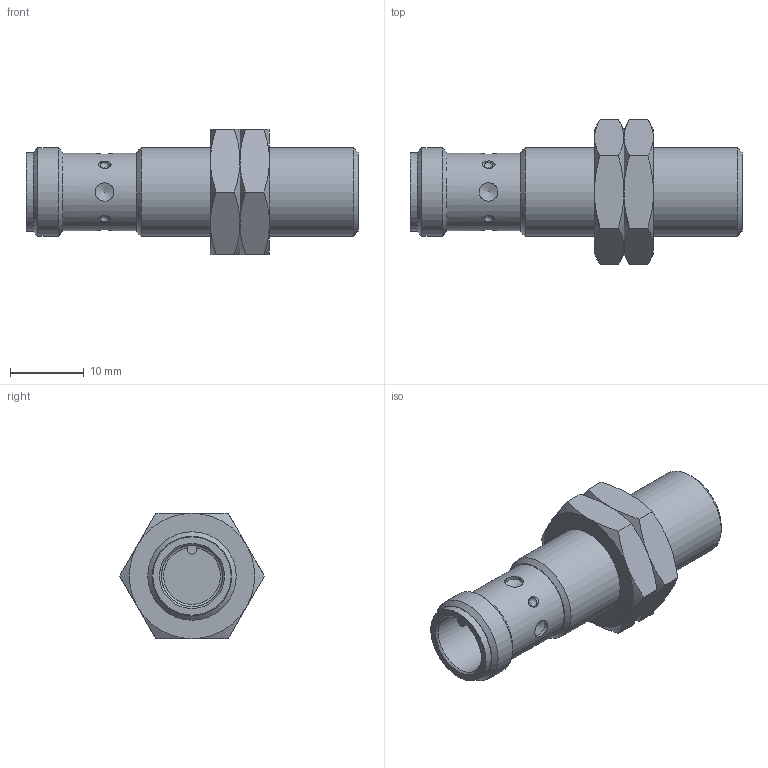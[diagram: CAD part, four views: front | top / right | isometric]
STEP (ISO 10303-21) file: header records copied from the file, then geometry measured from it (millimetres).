
FILE_DESCRIPTION( ( 'STEP AP203' ), '1' );
FILE_NAME( 'IFS244_2_03.stp', ' ', ( ' ' ), ( ' ' ), 'PSStep 15.0.47', 'PARTsolutions', ' ' );
FILE_SCHEMA( ( 'CONFIG_CONTROL_DESIGN' ) );
Length unit declared in the file: millimetre
Products named in the file (3): IFS244; _IFS244_part1; _SW17-L4-M12x1
Assembly tree (3 placements, depth 2):
  IFS244
    _IFS244_part1
    _SW17-L4-M12x1  x2
Bounding box: 45 x 19.63 x 17 mm (x, y, z)
Volume: 5504.6 mm3; surface area: 3445.9 mm2
Topology: 3 solids, 3 shells, 88 faces, 199 edges, 122 vertices
Faces by surface type: cone 37, plane 27, cylinder 14, torus 6, sphere 4
Full cylindrical faces by diameter (mm): 2.5 x4, 8.3 x1, 10.16 x1, 10.2 x1, 10.55 x1, 10.6 x1, 10.917 x2, 12 x2
Entity records: 2000 total; most frequent: CARTESIAN_POINT 668, DIRECTION 248, ORIENTED_EDGE 200, AXIS2_PLACEMENT_3D 117, EDGE_LOOP 105, EDGE_CURVE 100, VERTEX_POINT 85, FACE_OUTER_BOUND 82
